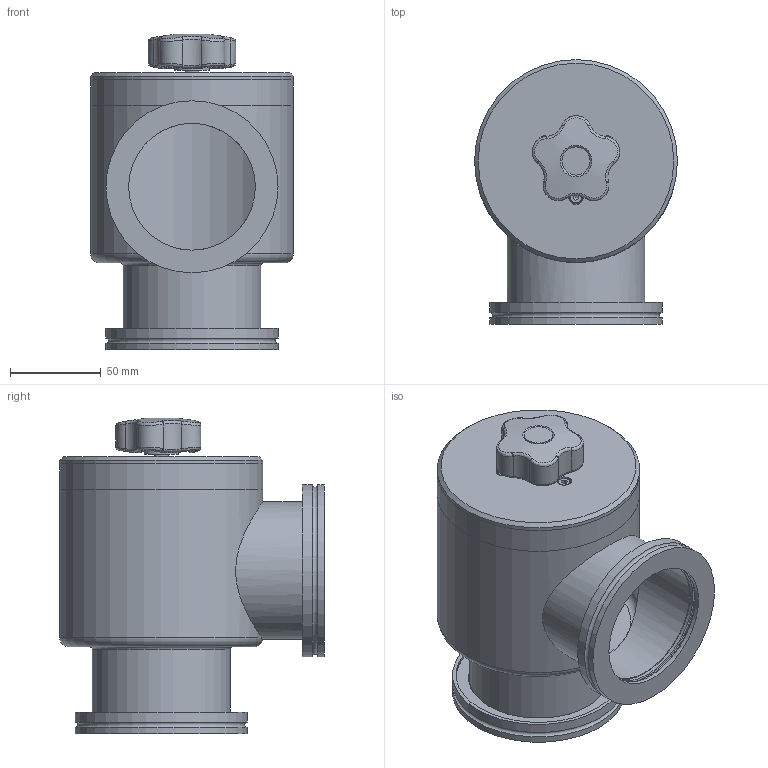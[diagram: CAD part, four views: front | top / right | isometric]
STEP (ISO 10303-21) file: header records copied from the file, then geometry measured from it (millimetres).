
FILE_DESCRIPTION(('STEP AP203'), '1');
FILE_NAME('櫻蠉錪', '', ('UNSPECIFIED'), ('UNSPECIFIED'), 'C3D Converter', 'C3D Toolkit', '');
FILE_SCHEMA(('CONFIG_CONTROL_DESIGN'));
Length unit declared in the file: millimetre
Bounding box: 112 x 146 x 174.22 mm (x, y, z)
Surface area: 119192.2 mm2 (no closed solid volume)
Topology: 0 solids, 16 shells, 143 faces, 376 edges, 242 vertices
Faces by surface type: cylinder 48, bspline 37, plane 33, torus 12, cone 11, sphere 2
Full cylindrical faces by diameter (mm): 7 x3, 8 x4, 10 x1, 15.5 x1, 19 x1, 70 x4, 71 x2, 76 x2, 76.5 x1, 91 x1, 95 x4, 112 x3
Entity records: 12767 total; most frequent: CARTESIAN_POINT 8584, ORIENTED_EDGE 553, DIRECTION 488, EDGE_CURVE 324, VERTEX_POINT 239, EDGE_LOOP 209, AXIS2_PLACEMENT_3D 205, COLOUR_RGB 157
